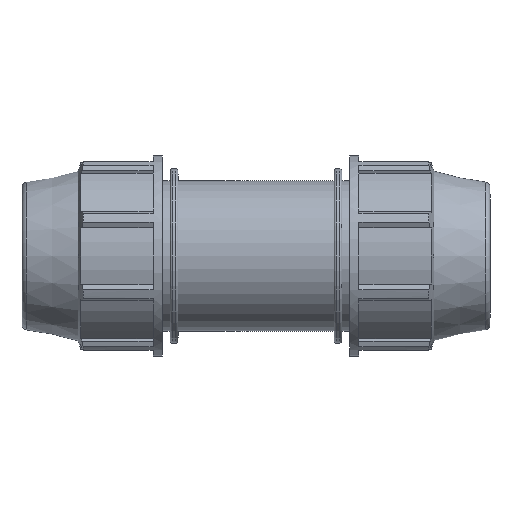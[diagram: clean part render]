
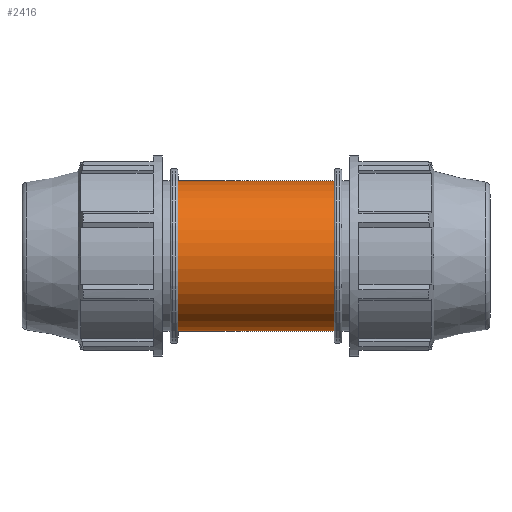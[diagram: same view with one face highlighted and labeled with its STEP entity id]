
A CAD part, front view. The second image highlights one B-rep face of the part: STEP entity #2416.
In plain terms, the highlighted cylindrical face has radius 50.25 mm (diameter 100.5 mm), a full revolution.
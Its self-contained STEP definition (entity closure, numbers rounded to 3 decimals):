
#29=B_SPLINE_CURVE_WITH_KNOTS('',3,(#3832,#3833,#3834,#3835,#3836,#3837,
#3838,#3839,#3840,#3841,#3842,#3843,#3844,#3845,#3846,#3847,#3848,#3849,
#3850,#3851,#3852,#3853,#3854,#3855,#3856,#3857,#3858,#3859,#3860,#3861,
#3862,#3863,#3864,#3865),.UNSPECIFIED.,.T.,.F.,(4,2,2,2,2,2,2,2,2,2,2,2,
2,2,2,2,4),(0.,0.501,1.001,1.502,2.002,
2.503,3.003,3.504,4.004,4.505,
5.006,5.506,6.007,6.507,7.008,
7.508,8.009),.UNSPECIFIED.);
#107=FACE_BOUND('',#461,.T.);
#108=FACE_BOUND('',#462,.T.);
#139=CYLINDRICAL_SURFACE('',#2663,50.25);
#278=FACE_OUTER_BOUND('',#460,.T.);
#460=EDGE_LOOP('',(#2177));
#461=EDGE_LOOP('',(#2178));
#462=EDGE_LOOP('',(#2179));
#547=CIRCLE('',#2593,50.25);
#567=CIRCLE('',#2648,50.25);
#1123=VERTEX_POINT('',#3831);
#1159=VERTEX_POINT('',#4040);
#1186=VERTEX_POINT('',#4164);
#1407=EDGE_CURVE('',#1123,#1123,#29,.T.);
#1469=EDGE_CURVE('',#1159,#1159,#547,.T.);
#1517=EDGE_CURVE('',#1186,#1186,#567,.T.);
#2177=ORIENTED_EDGE('',*,*,#1469,.T.);
#2178=ORIENTED_EDGE('',*,*,#1407,.T.);
#2179=ORIENTED_EDGE('',*,*,#1517,.F.);
#2416=ADVANCED_FACE('',(#278,#107,#108),#139,.T.);
#2593=AXIS2_PLACEMENT_3D('',#4041,#3183,#3184);
#2648=AXIS2_PLACEMENT_3D('',#4165,#3314,#3315);
#2663=AXIS2_PLACEMENT_3D('',#4184,#3344,#3345);
#3183=DIRECTION('center_axis',(1.,0.,0.));
#3184=DIRECTION('ref_axis',(0.,0.,-1.));
#3314=DIRECTION('center_axis',(1.,0.,0.));
#3315=DIRECTION('ref_axis',(0.,0.,-1.));
#3344=DIRECTION('center_axis',(1.,0.,0.));
#3345=DIRECTION('ref_axis',(0.,1.,0.));
#3831=CARTESIAN_POINT('',(0.,48.48,13.221));
#3832=CARTESIAN_POINT('Ctrl Pts',(0.,48.48,
13.221));
#3833=CARTESIAN_POINT('Ctrl Pts',(-1.669,48.48,13.221));
#3834=CARTESIAN_POINT('Ctrl Pts',(-3.443,48.575,12.885));
#3835=CARTESIAN_POINT('Ctrl Pts',(-6.698,48.913,11.534));
#3836=CARTESIAN_POINT('Ctrl Pts',(-8.179,49.151,10.518));
#3837=CARTESIAN_POINT('Ctrl Pts',(-10.518,49.594,8.179));
#3838=CARTESIAN_POINT('Ctrl Pts',(-11.534,49.829,6.698));
#3839=CARTESIAN_POINT('Ctrl Pts',(-12.885,50.159,3.443));
#3840=CARTESIAN_POINT('Ctrl Pts',(-13.221,50.25,1.668));
#3841=CARTESIAN_POINT('Ctrl Pts',(-13.221,50.25,-1.668));
#3842=CARTESIAN_POINT('Ctrl Pts',(-12.885,50.159,-3.443));
#3843=CARTESIAN_POINT('Ctrl Pts',(-11.534,49.829,-6.698));
#3844=CARTESIAN_POINT('Ctrl Pts',(-10.518,49.594,-8.179));
#3845=CARTESIAN_POINT('Ctrl Pts',(-8.179,49.151,-10.518));
#3846=CARTESIAN_POINT('Ctrl Pts',(-6.698,48.913,-11.534));
#3847=CARTESIAN_POINT('Ctrl Pts',(-3.443,48.575,-12.885));
#3848=CARTESIAN_POINT('Ctrl Pts',(-1.669,48.48,-13.221));
#3849=CARTESIAN_POINT('Ctrl Pts',(1.669,48.48,-13.221));
#3850=CARTESIAN_POINT('Ctrl Pts',(3.443,48.575,-12.885));
#3851=CARTESIAN_POINT('Ctrl Pts',(6.698,48.913,-11.534));
#3852=CARTESIAN_POINT('Ctrl Pts',(8.179,49.151,-10.518));
#3853=CARTESIAN_POINT('Ctrl Pts',(10.518,49.594,-8.179));
#3854=CARTESIAN_POINT('Ctrl Pts',(11.534,49.829,-6.698));
#3855=CARTESIAN_POINT('Ctrl Pts',(12.885,50.159,-3.443));
#3856=CARTESIAN_POINT('Ctrl Pts',(13.221,50.25,-1.668));
#3857=CARTESIAN_POINT('Ctrl Pts',(13.221,50.25,1.668));
#3858=CARTESIAN_POINT('Ctrl Pts',(12.885,50.159,3.443));
#3859=CARTESIAN_POINT('Ctrl Pts',(11.534,49.829,6.698));
#3860=CARTESIAN_POINT('Ctrl Pts',(10.518,49.594,8.179));
#3861=CARTESIAN_POINT('Ctrl Pts',(8.179,49.151,10.518));
#3862=CARTESIAN_POINT('Ctrl Pts',(6.698,48.913,11.534));
#3863=CARTESIAN_POINT('Ctrl Pts',(3.443,48.575,12.885));
#3864=CARTESIAN_POINT('Ctrl Pts',(1.669,48.48,13.221));
#3865=CARTESIAN_POINT('Ctrl Pts',(0.,48.48,
13.221));
#4040=CARTESIAN_POINT('',(-52.167,50.25,0.));
#4041=CARTESIAN_POINT('Origin',(-52.167,0.,
0.));
#4164=CARTESIAN_POINT('',(52.167,50.25,0.));
#4165=CARTESIAN_POINT('Origin',(52.167,0.,0.));
#4184=CARTESIAN_POINT('Origin',(26.083,0.,0.));
